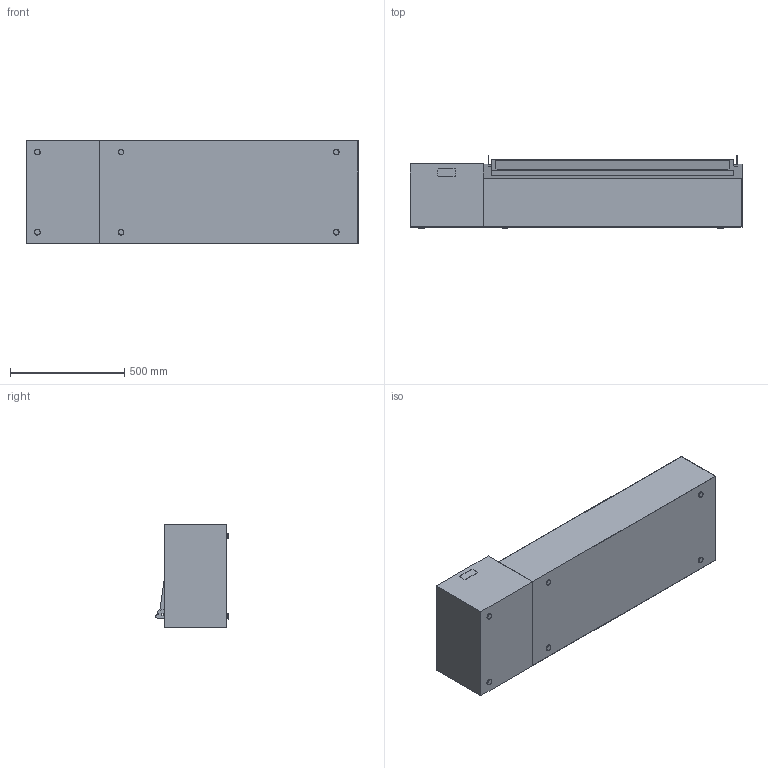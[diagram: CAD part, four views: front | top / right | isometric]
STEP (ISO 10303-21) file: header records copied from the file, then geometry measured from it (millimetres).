
FILE_DESCRIPTION(/* description */ ('Auftischzutatenwanne eigengekühlt'),/* implementation_level */ '2;1');
FILE_NAME(/* name */ '3D-AKE-00005787.stp',/* time_stamp */ '2024-08-14T08:10:31+02:00',/* author */ ('marina.schachner'),/* organization */ (''),/* preprocessor_version */ 'ST-DEVELOPER v18',/* originating_system */ 'Autodesk Inventor 2020',/* authorisation */ '');
FILE_SCHEMA (('AUTOMOTIVE_DESIGN { 1 0 10303 214 3 1 1 }'));
Length unit declared in the file: millimetre
Products named in the file (1): 3D-AKE-00005787
Bounding box: 1450 x 315.68 x 451 mm (x, y, z)
Volume: 47311510.4 mm3; surface area: 7540810.5 mm2
Topology: 5 solids, 8 shells, 353 faces, 930 edges, 558 vertices
Faces by surface type: plane 217, cylinder 116, sphere 20
Full cylindrical faces by diameter (mm): 23 x6, 25 x6
Entity records: 10881 total; most frequent: DIRECTION 1930, ORIENTED_EDGE 1860, CARTESIAN_POINT 1842, EDGE_CURVE 930, AXIS2_PLACEMENT_3D 646, LINE 638, VECTOR 638, VERTEX_POINT 558
